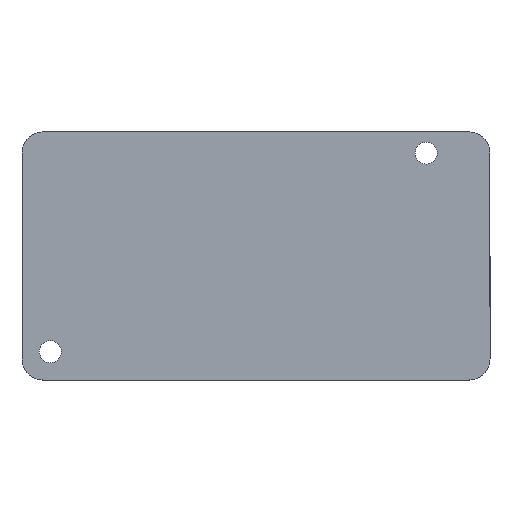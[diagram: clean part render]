
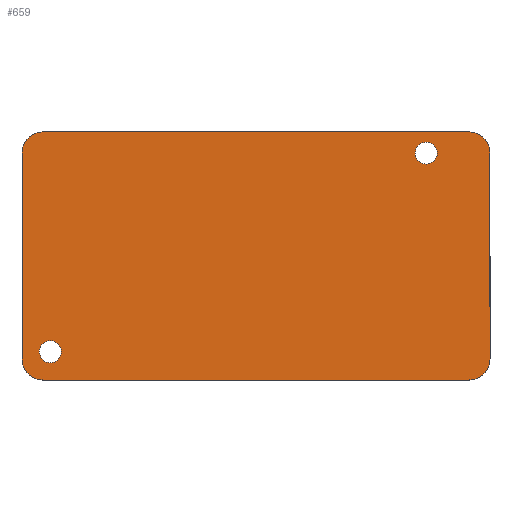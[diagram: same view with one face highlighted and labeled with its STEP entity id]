
A CAD part, top view. The second image highlights one B-rep face of the part: STEP entity #659.
In plain terms, the highlighted planar face has unit normal (0, 0, 1).
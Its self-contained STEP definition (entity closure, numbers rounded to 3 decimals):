
#191=CARTESIAN_POINT('',(28.55,14.5,3.0));
#192=VERTEX_POINT('',#191);
#193=CARTESIAN_POINT('',(27.,14.5,3.0));
#194=DIRECTION('',(0.0,0.0,-1.0));
#195=DIRECTION('',(1.0,0.0,0.0));
#196=AXIS2_PLACEMENT_3D('',#193,#194,#195);
#197=CIRCLE('',#196,1.55);
#198=EDGE_CURVE('',#192,#192,#197,.T.);
#231=CARTESIAN_POINT('',(-24.45,-13.5,3.0));
#232=VERTEX_POINT('',#231);
#233=CARTESIAN_POINT('',(-26.,-13.5,3.0));
#234=DIRECTION('',(0.0,0.0,-1.0));
#235=DIRECTION('',(1.0,0.0,0.0));
#236=AXIS2_PLACEMENT_3D('',#233,#234,#235);
#237=CIRCLE('',#236,1.55);
#238=EDGE_CURVE('',#232,#232,#237,.T.);
#448=CARTESIAN_POINT('',(-27.,17.5,3.0));
#449=VERTEX_POINT('',#448);
#456=CARTESIAN_POINT('',(33.,17.5,3.0));
#457=VERTEX_POINT('',#456);
#458=CARTESIAN_POINT('',(33.,17.5,3.0));
#459=DIRECTION('',(-1.0,0.0,0.0));
#460=VECTOR('',#459,60.0);
#461=LINE('',#458,#460);
#462=EDGE_CURVE('',#457,#449,#461,.T.);
#479=CARTESIAN_POINT('',(-30.,14.5,3.0));
#480=VERTEX_POINT('',#479);
#487=CARTESIAN_POINT('',(-27.,14.5,3.0));
#488=DIRECTION('',(0.0,0.0,1.0));
#489=DIRECTION('',(0.0,1.0,0.0));
#490=AXIS2_PLACEMENT_3D('',#487,#488,#489);
#491=CIRCLE('',#490,3.0);
#492=EDGE_CURVE('',#449,#480,#491,.T.);
#504=CARTESIAN_POINT('',(-30.,-14.5,3.0));
#505=VERTEX_POINT('',#504);
#512=CARTESIAN_POINT('',(-30.,14.5,3.0));
#513=DIRECTION('',(0.0,-1.0,0.0));
#514=VECTOR('',#513,29.);
#515=LINE('',#512,#514);
#516=EDGE_CURVE('',#480,#505,#515,.T.);
#528=CARTESIAN_POINT('',(-27.,-17.5,3.0));
#529=VERTEX_POINT('',#528);
#536=CARTESIAN_POINT('',(-27.0,-14.5,3.0));
#537=DIRECTION('',(0.0,0.0,1.0));
#538=DIRECTION('',(-1.0,0.0,0.0));
#539=AXIS2_PLACEMENT_3D('',#536,#537,#538);
#540=CIRCLE('',#539,3.);
#541=EDGE_CURVE('',#505,#529,#540,.T.);
#554=CARTESIAN_POINT('',(36.,14.5,3.0));
#555=VERTEX_POINT('',#554);
#556=CARTESIAN_POINT('',(33.,14.5,3.0));
#557=DIRECTION('',(0.0,0.0,1.0));
#558=DIRECTION('',(1.0,0.0,0.0));
#559=AXIS2_PLACEMENT_3D('',#556,#557,#558);
#560=CIRCLE('',#559,3.);
#561=EDGE_CURVE('',#555,#457,#560,.T.);
#579=CARTESIAN_POINT('',(36.,-14.5,3.0));
#580=VERTEX_POINT('',#579);
#581=CARTESIAN_POINT('',(36.,-14.5,3.0));
#582=DIRECTION('',(0.0,1.0,0.0));
#583=VECTOR('',#582,29.);
#584=LINE('',#581,#583);
#585=EDGE_CURVE('',#580,#555,#584,.T.);
#603=CARTESIAN_POINT('',(33.,-17.5,3.0));
#604=VERTEX_POINT('',#603);
#605=CARTESIAN_POINT('',(33.,-14.5,3.0));
#606=DIRECTION('',(0.0,0.0,1.0));
#607=DIRECTION('',(0.0,-1.0,0.0));
#608=AXIS2_PLACEMENT_3D('',#605,#606,#607);
#609=CIRCLE('',#608,3.);
#610=EDGE_CURVE('',#604,#580,#609,.T.);
#628=CARTESIAN_POINT('',(-27.,-17.5,3.0));
#629=DIRECTION('',(1.0,0.0,0.0));
#630=VECTOR('',#629,60.);
#631=LINE('',#628,#630);
#632=EDGE_CURVE('',#529,#604,#631,.T.);
#638=CARTESIAN_POINT('',(3.,0.,3.0));
#639=DIRECTION('',(0.0,0.0,1.0));
#640=DIRECTION('',(1.0,0.0,0.0));
#641=AXIS2_PLACEMENT_3D('',#638,#639,#640);
#642=PLANE('',#641);
#643=ORIENTED_EDGE('',*,*,#541,.T.);
#644=ORIENTED_EDGE('',*,*,#632,.T.);
#645=ORIENTED_EDGE('',*,*,#610,.T.);
#646=ORIENTED_EDGE('',*,*,#585,.T.);
#647=ORIENTED_EDGE('',*,*,#561,.T.);
#648=ORIENTED_EDGE('',*,*,#462,.T.);
#649=ORIENTED_EDGE('',*,*,#492,.T.);
#650=ORIENTED_EDGE('',*,*,#516,.T.);
#651=EDGE_LOOP('',(#643,#644,#645,#646,#647,#648,#649,#650));
#652=FACE_OUTER_BOUND('',#651,.T.);
#653=ORIENTED_EDGE('',*,*,#238,.T.);
#654=EDGE_LOOP('',(#653));
#655=FACE_BOUND('',#654,.T.);
#656=ORIENTED_EDGE('',*,*,#198,.T.);
#657=EDGE_LOOP('',(#656));
#658=FACE_BOUND('',#657,.T.);
#659=ADVANCED_FACE('',(#652,#655,#658),#642,.T.);
